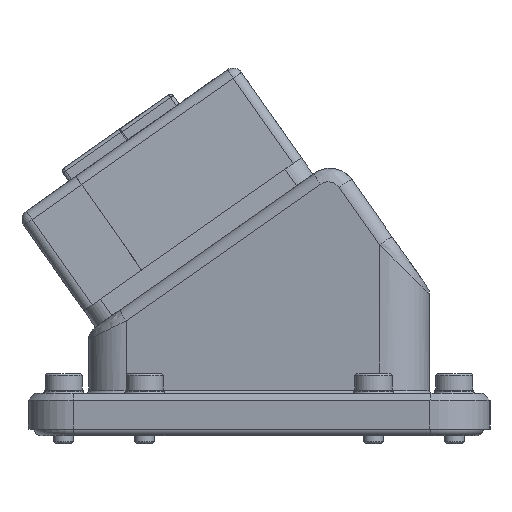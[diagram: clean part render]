
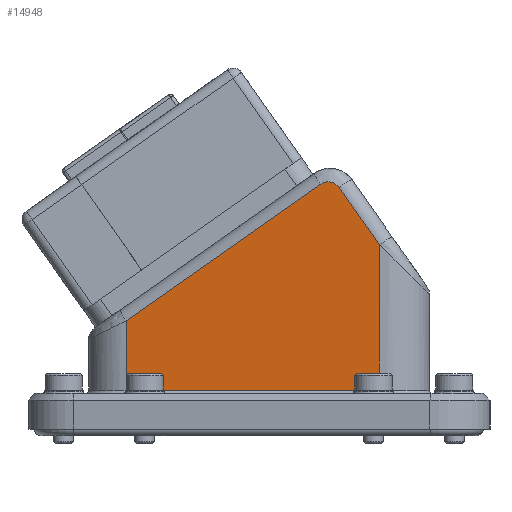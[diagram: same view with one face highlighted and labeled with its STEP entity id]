
A CAD part, left-side view. The second image highlights one B-rep face of the part: STEP entity #14948.
In plain terms, the highlighted planar face has unit normal (-0.99, 0.143, 0).
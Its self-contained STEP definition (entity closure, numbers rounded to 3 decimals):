
#24=ELLIPSE('',#16358,2.021,2.);
#940=LINE('',#29098,#1852);
#947=LINE('',#29127,#1859);
#977=LINE('',#29379,#1889);
#979=LINE('',#29382,#1891);
#980=LINE('',#29384,#1892);
#1852=VECTOR('',#20023,10.);
#1859=VECTOR('',#20058,10.);
#1889=VECTOR('',#20212,10.);
#1891=VECTOR('',#20216,10.);
#1892=VECTOR('',#20219,10.);
#3258=PLANE('',#16445);
#4061=FACE_OUTER_BOUND('',#4995,.T.);
#4995=EDGE_LOOP('',(#12998,#12999,#13000,#13001,#13002,#13003));
#6908=VERTEX_POINT('',#29049);
#6909=VERTEX_POINT('',#29051);
#6914=VERTEX_POINT('',#29096);
#6921=VERTEX_POINT('',#29121);
#6922=VERTEX_POINT('',#29125);
#6960=VERTEX_POINT('',#29374);
#8905=EDGE_CURVE('',#6908,#6909,#24,.T.);
#8914=EDGE_CURVE('',#6914,#6908,#940,.T.);
#8929=EDGE_CURVE('',#6922,#6921,#947,.T.);
#8997=EDGE_CURVE('',#6909,#6960,#977,.T.);
#8999=EDGE_CURVE('',#6960,#6922,#979,.T.);
#9000=EDGE_CURVE('',#6921,#6914,#980,.T.);
#12998=ORIENTED_EDGE('',*,*,#8905,.F.);
#12999=ORIENTED_EDGE('',*,*,#8914,.F.);
#13000=ORIENTED_EDGE('',*,*,#9000,.F.);
#13001=ORIENTED_EDGE('',*,*,#8929,.F.);
#13002=ORIENTED_EDGE('',*,*,#8999,.F.);
#13003=ORIENTED_EDGE('',*,*,#8997,.F.);
#14948=ADVANCED_FACE('',(#4061),#3258,.T.);
#16358=AXIS2_PLACEMENT_3D('',#29052,#20002,#20003);
#16445=AXIS2_PLACEMENT_3D('',#29383,#20217,#20218);
#20002=DIRECTION('center_axis',(0.99,-0.143,0.));
#20003=DIRECTION('ref_axis',(-0.143,-0.99,0.));
#20023=DIRECTION('',(-0.117,-0.812,0.571));
#20058=DIRECTION('',(0.143,0.99,0.));
#20212=DIRECTION('',(-0.083,-0.573,-0.815));
#20216=DIRECTION('',(0.,0.,-1.));
#20217=DIRECTION('center_axis',(-0.99,0.143,0.));
#20218=DIRECTION('ref_axis',(-0.143,-0.99,0.));
#20219=DIRECTION('',(0.,0.,1.));
#29049=CARTESIAN_POINT('',(-107.041,-10.048,36.362));
#29051=CARTESIAN_POINT('',(-107.443,-12.835,35.877));
#29052=CARTESIAN_POINT('Origin',(-107.207,-11.199,34.726));
#29096=CARTESIAN_POINT('',(-102.883,18.781,16.086));
#29098=CARTESIAN_POINT('',(-101.047,31.513,7.131));
#29121=CARTESIAN_POINT('',(-102.883,18.781,5.8));
#29125=CARTESIAN_POINT('',(-108.307,-18.819,5.8));
#29127=CARTESIAN_POINT('',(-102.827,19.172,5.8));
#29374=CARTESIAN_POINT('',(-108.307,-18.819,27.368));
#29379=CARTESIAN_POINT('',(-107.227,-11.337,38.007));
#29382=CARTESIAN_POINT('',(-108.307,-18.819,0.));
#29383=CARTESIAN_POINT('Origin',(-102.08,24.353,0.));
#29384=CARTESIAN_POINT('',(-102.883,18.781,0.));
